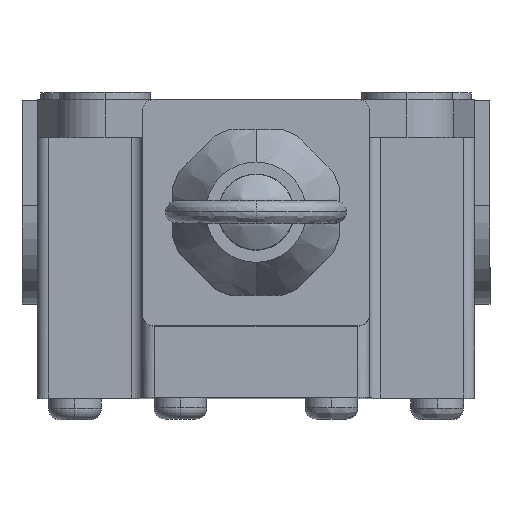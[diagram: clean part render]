
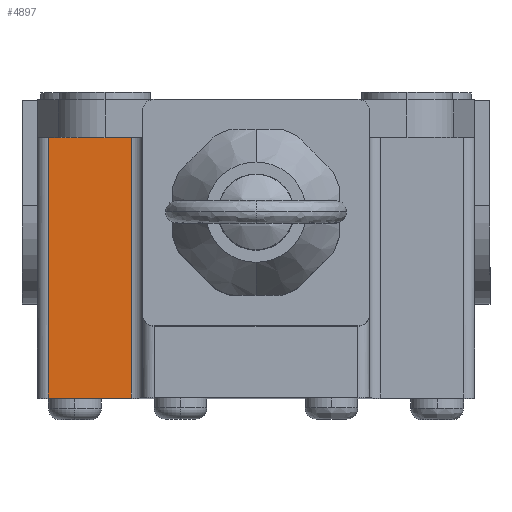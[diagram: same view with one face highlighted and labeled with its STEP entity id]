
A CAD part, top view. The second image highlights one B-rep face of the part: STEP entity #4897.
In plain terms, the highlighted planar face has unit normal (0, 0, 1).
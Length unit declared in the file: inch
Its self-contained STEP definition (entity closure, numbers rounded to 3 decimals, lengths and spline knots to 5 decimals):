
#308 = DIRECTION ( 'NONE',  ( 0., -1., 0. ) ) ;
#564 = EDGE_CURVE ( 'NONE', #5093, #5933, #5102, .T. ) ;
#809 = DIRECTION ( 'NONE',  ( 1., 0., 0. ) ) ;
#1166 = EDGE_CURVE ( 'NONE', #5933, #3925, #3785, .T. ) ;
#1454 = CARTESIAN_POINT ( 'NONE',  ( 0., -1.59449, -0.23622 ) ) ;
#1610 = CARTESIAN_POINT ( 'NONE',  ( -1.08268, -0.23622, -0.23622 ) ) ;
#1704 = ORIENTED_EDGE ( 'NONE', *, *, #3517, .F. ) ;
#1828 = CARTESIAN_POINT ( 'NONE',  ( -0.64961, -1.59449, -0.23622 ) ) ;
#1878 = FACE_OUTER_BOUND ( 'NONE', #3123, .T. ) ;
#2037 = CARTESIAN_POINT ( 'NONE',  ( -1.08268, -0.62992, -0.23622 ) ) ;
#2157 = ORIENTED_EDGE ( 'NONE', *, *, #1166, .F. ) ;
#2324 = LINE ( 'NONE', #3915, #5585 ) ;
#2382 = CARTESIAN_POINT ( 'NONE',  ( -0.64961, -0.91535, -0.23622 ) ) ;
#2428 = DIRECTION ( 'NONE',  ( -1., 0., 0. ) ) ;
#2455 = LINE ( 'NONE', #2382, #4217 ) ;
#2772 = CARTESIAN_POINT ( 'NONE',  ( -1.08268, -1.59449, -0.23622 ) ) ;
#2993 = CARTESIAN_POINT ( 'NONE',  ( -1.08268, -1.59449, -0.23622 ) ) ;
#3123 = EDGE_LOOP ( 'NONE', ( #2157, #5042, #1704, #3997 ) ) ;
#3267 = DIRECTION ( 'NONE',  ( 0., 0., -1. ) ) ;
#3517 = EDGE_CURVE ( 'NONE', #6566, #5093, #2455, .T. ) ;
#3769 = VECTOR ( 'NONE', #2428, 39.37008 ) ;
#3785 = LINE ( 'NONE', #2037, #4255 ) ;
#3870 = CARTESIAN_POINT ( 'NONE',  ( -0.64961, -0.23622, -0.23622 ) ) ;
#3915 = CARTESIAN_POINT ( 'NONE',  ( -0.86487, -0.23622, -0.23622 ) ) ;
#3925 = VERTEX_POINT ( 'NONE', #1610 ) ;
#3997 = ORIENTED_EDGE ( 'NONE', *, *, #4454, .F. ) ;
#4092 = DIRECTION ( 'NONE',  ( 0., 1., 0. ) ) ;
#4217 = VECTOR ( 'NONE', #308, 39.37008 ) ;
#4255 = VECTOR ( 'NONE', #4092, 39.37008 ) ;
#4454 = EDGE_CURVE ( 'NONE', #3925, #6566, #2324, .T. ) ;
#4785 = PLANE ( 'NONE',  #4852 ) ;
#4852 = AXIS2_PLACEMENT_3D ( 'NONE', #2772, #3267, #6326 ) ;
#4897 = ADVANCED_FACE ( 'NONE', ( #1878 ), #4785, .F. ) ;
#5042 = ORIENTED_EDGE ( 'NONE', *, *, #564, .F. ) ;
#5093 = VERTEX_POINT ( 'NONE', #1828 ) ;
#5102 = LINE ( 'NONE', #1454, #3769 ) ;
#5585 = VECTOR ( 'NONE', #809, 39.37008 ) ;
#5933 = VERTEX_POINT ( 'NONE', #2993 ) ;
#6326 = DIRECTION ( 'NONE',  ( 0., 1., 0. ) ) ;
#6566 = VERTEX_POINT ( 'NONE', #3870 ) ;
